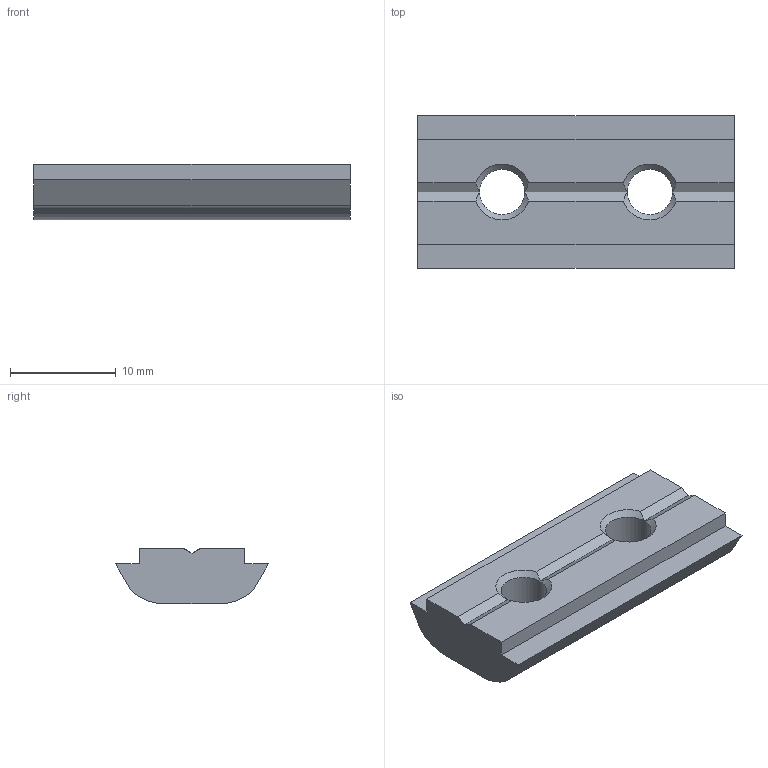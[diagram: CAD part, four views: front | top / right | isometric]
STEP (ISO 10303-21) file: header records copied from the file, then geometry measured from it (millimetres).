
FILE_DESCRIPTION(('STEP AP214'),'1');
FILE_NAME('cctmp_A17ADB65-E1C6-4A35-BF45-3F9FC7D91EDF_2020_1_15_8_1_58_490..stp','2020-01-15T07:01:58',('Bosch Rexroth AG'),('CADClick - www.CADClick.com'),'Spatial InterOp 3D',' ','unknown authorization - (Healing Option Enabled)');
FILE_SCHEMA(('AUTOMOTIVE_DESIGN'));
Length unit declared in the file: millimetre
Products named in the file (1): 2020_01_15__08-01-58-490
Bounding box: 30 x 14.5 x 5.3 mm (x, y, z)
Volume: 1634 mm3; surface area: 1261.9 mm2
Topology: 1 solids, 1 shells, 35 faces, 95 edges, 58 vertices
Faces by surface type: plane 19, cone 8, cylinder 8
Entity records: 1437 total; most frequent: CARTESIAN_POINT 225, DIRECTION 199, ORIENTED_EDGE 190, EDGE_CURVE 95, AXIS2_PLACEMENT_3D 72, VERTEX_POINT 58, LINE 55, VECTOR 55
